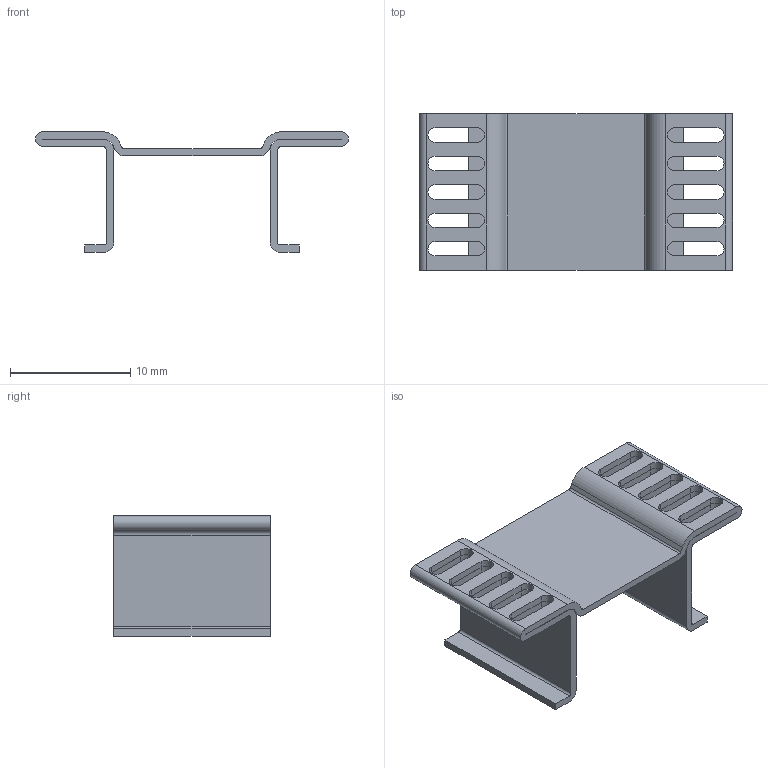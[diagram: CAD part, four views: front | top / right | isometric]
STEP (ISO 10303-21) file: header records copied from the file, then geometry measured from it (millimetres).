
FILE_DESCRIPTION(/* description */ (''),/* implementation_level */ '2;1');
FILE_NAME(/* name */ 'HSINK_FISCHER_FK 244 13 D2 PAK.stp',/* time_stamp */ '2017-08-14T11:26:57+02:00',/* author */ ('jchouvet'),/* organization */ (''),/* preprocessor_version */ 'ST-DEVELOPER v16.1',/* originating_system */ 'AutoCAD Mechanical',/* authorisation */ '');
FILE_SCHEMA (('AUTOMOTIVE_DESIGN { 1 0 10303 214 3 1 1 }'));
Length unit declared in the file: millimetre
Products named in the file (1): Product
Bounding box: 26 x 13 x 10 mm (x, y, z)
Volume: 403.6 mm3; surface area: 1562 mm2
Topology: 1 solids, 1 shells, 126 faces, 372 edges, 248 vertices
Faces by surface type: plane 66, cylinder 60
Entity records: 4348 total; most frequent: CARTESIAN_POINT 747, DIRECTION 746, ORIENTED_EDGE 744, EDGE_CURVE 372, LINE 252, VECTOR 252, VERTEX_POINT 248, AXIS2_PLACEMENT_3D 247
